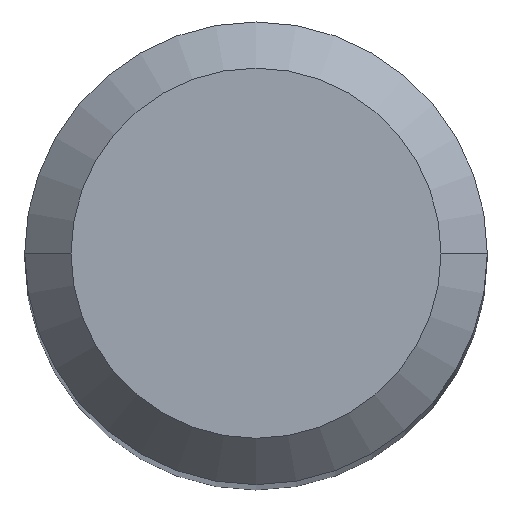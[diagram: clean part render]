
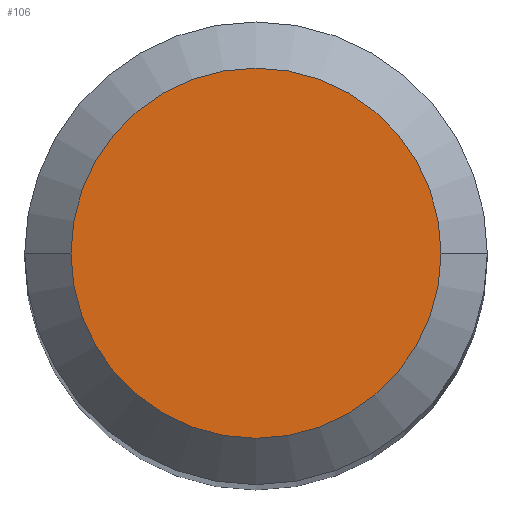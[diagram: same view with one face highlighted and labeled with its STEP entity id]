
A CAD part, top view. The second image highlights one B-rep face of the part: STEP entity #106.
In plain terms, the highlighted planar face has unit normal (0, 0, 1).
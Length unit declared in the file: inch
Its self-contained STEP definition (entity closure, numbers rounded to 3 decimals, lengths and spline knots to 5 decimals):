
#6 = DIRECTION ( 'NONE',  ( 1., 0., 0. ) ) ;
#8 = CARTESIAN_POINT ( 'NONE',  ( 0., 0., 0. ) ) ;
#47 = DIRECTION ( 'NONE',  ( 0., 0., 1. ) ) ;
#62 = AXIS2_PLACEMENT_3D ( 'NONE', #459, #47, #162 ) ;
#79 = FACE_OUTER_BOUND ( 'NONE', #241, .T. ) ;
#106 = ADVANCED_FACE ( 'NONE', ( #79 ), #191, .F. ) ;
#110 = CARTESIAN_POINT ( 'NONE',  ( 0.09448, 0., 0. ) ) ;
#134 = ORIENTED_EDGE ( 'NONE', *, *, #161, .T. ) ;
#146 = VERTEX_POINT ( 'NONE', #110 ) ;
#158 = AXIS2_PLACEMENT_3D ( 'NONE', #8, #452, #6 ) ;
#161 = EDGE_CURVE ( 'NONE', #397, #146, #344, .T. ) ;
#162 = DIRECTION ( 'NONE',  ( 1., 0., 0. ) ) ;
#189 = DIRECTION ( 'NONE',  ( 0., 0., -1. ) ) ;
#191 = PLANE ( 'NONE',  #328 ) ;
#241 = EDGE_LOOP ( 'NONE', ( #134, #327 ) ) ;
#268 = EDGE_CURVE ( 'NONE', #146, #397, #277, .T. ) ;
#277 = CIRCLE ( 'NONE', #62, 0.09448 ) ;
#298 = DIRECTION ( 'NONE',  ( -1., 0., 0. ) ) ;
#327 = ORIENTED_EDGE ( 'NONE', *, *, #268, .T. ) ;
#328 = AXIS2_PLACEMENT_3D ( 'NONE', #416, #189, #298 ) ;
#344 = CIRCLE ( 'NONE', #158, 0.09448 ) ;
#357 = CARTESIAN_POINT ( 'NONE',  ( -0.09448, 0., 0. ) ) ;
#397 = VERTEX_POINT ( 'NONE', #357 ) ;
#416 = CARTESIAN_POINT ( 'NONE',  ( 0., 0., 0. ) ) ;
#452 = DIRECTION ( 'NONE',  ( 0., 0., 1. ) ) ;
#459 = CARTESIAN_POINT ( 'NONE',  ( 0., 0., 0. ) ) ;
